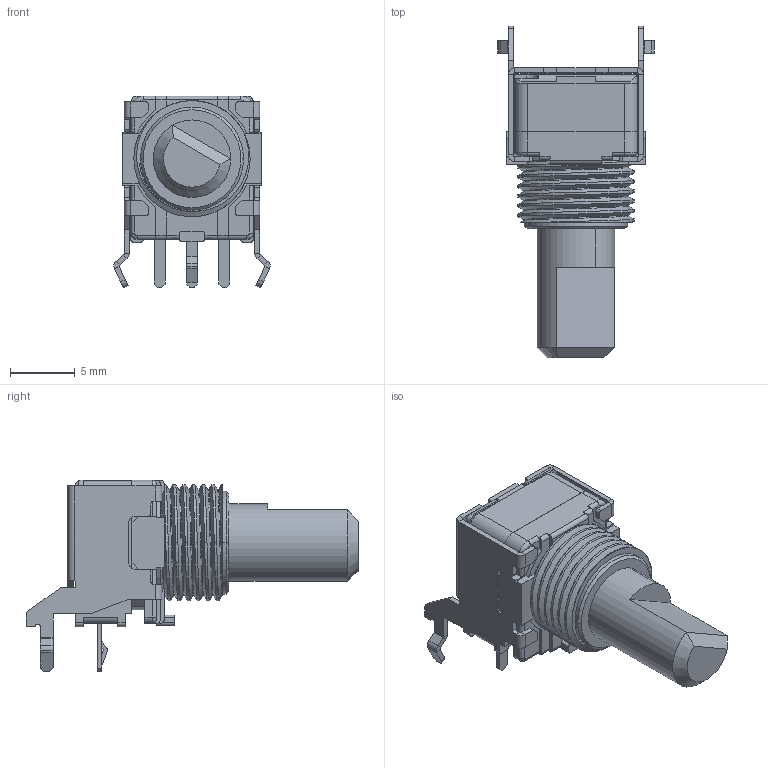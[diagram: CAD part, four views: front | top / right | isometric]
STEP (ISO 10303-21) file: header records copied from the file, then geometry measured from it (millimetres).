
FILE_DESCRIPTION (( 'STEP AP214' ), '1' );
FILE_NAME ('RK09L1120-F15.STEP', '2012-01-19T06:26:58', ( '' ), ( '' ), 'SwSTEP 2.0', 'SolidWorks 2010', '' );
FILE_SCHEMA (( 'AUTOMOTIVE_DESIGN' ));
Length unit declared in the file: millimetre
Products named in the file (1): RK09L1120-F15
Bounding box: 12.1 x 25.7 x 14.85 mm (x, y, z)
Volume: 1306.4 mm3; surface area: 1404.2 mm2
Topology: 1 solids, 1 shells, 442 faces, 1213 edges, 766 vertices
Faces by surface type: plane 264, cylinder 156, bspline 9, cone 7, torus 6
Entity records: 20347 total; most frequent: CARTESIAN_POINT 4874, ORIENTED_EDGE 2426, DIRECTION 2324, EDGE_CURVE 1213, LINE 806, VECTOR 806, VERTEX_POINT 766, AXIS2_PLACEMENT_3D 759
